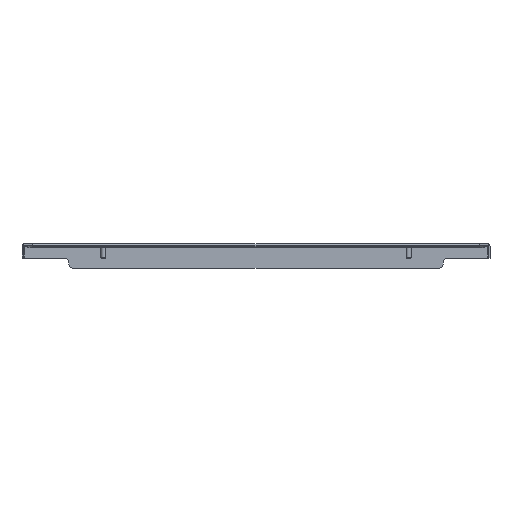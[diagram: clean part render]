
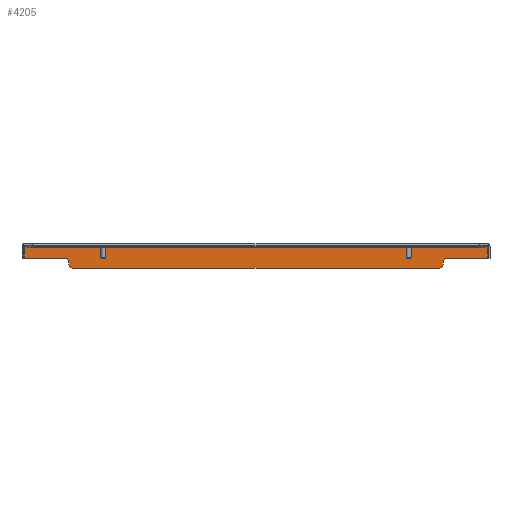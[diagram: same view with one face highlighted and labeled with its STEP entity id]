
A CAD part, front view. The second image highlights one B-rep face of the part: STEP entity #4205.
In plain terms, the highlighted planar face has unit normal (0, -1, 0).
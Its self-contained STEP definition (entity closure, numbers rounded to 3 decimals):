
#59 = FACE_OUTER_BOUND ( 'NONE', #3535, .T. ) ;
#68 = CARTESIAN_POINT ( 'NONE',  ( 226.086, 798.5, -25. ) ) ;
#79 = DIRECTION ( 'NONE',  ( 0., -1., 0. ) ) ;
#314 = VERTEX_POINT ( 'NONE', #7523 ) ;
#350 = EDGE_CURVE ( 'NONE', #5380, #4305, #2495, .T. ) ;
#434 = EDGE_CURVE ( 'NONE', #3960, #2548, #5271, .T. ) ;
#678 = DIRECTION ( 'NONE',  ( 0., 0., 1. ) ) ;
#793 = LINE ( 'NONE', #867, #7243 ) ;
#862 = DIRECTION ( 'NONE',  ( 1., 0., 0. ) ) ;
#867 = CARTESIAN_POINT ( 'NONE',  ( 286.086, 798.5, -1.5 ) ) ;
#879 = CARTESIAN_POINT ( 'NONE',  ( 236.086, 798.5, -22.8 ) ) ;
#901 = CARTESIAN_POINT ( 'NONE',  ( 0., 798.5, -30. ) ) ;
#1098 = DIRECTION ( 'NONE',  ( -1., 0., 0. ) ) ;
#1154 = CIRCLE ( 'NONE', #7841, 5. ) ;
#1261 = CARTESIAN_POINT ( 'NONE',  ( 226.086, 798.5, -30. ) ) ;
#1456 = DIRECTION ( 'NONE',  ( 0., 1., 0. ) ) ;
#1610 = ORIENTED_EDGE ( 'NONE', *, *, #434, .T. ) ;
#1689 = CARTESIAN_POINT ( 'NONE',  ( -226.086, 798.5, -25. ) ) ;
#1888 = DIRECTION ( 'NONE',  ( 1., 0., 0. ) ) ;
#1978 = ORIENTED_EDGE ( 'NONE', *, *, #5582, .T. ) ;
#2008 = CARTESIAN_POINT ( 'NONE',  ( 231.086, 798.5, -30. ) ) ;
#2111 = EDGE_CURVE ( 'NONE', #2842, #4437, #6199, .T. ) ;
#2266 = LINE ( 'NONE', #4732, #5709 ) ;
#2269 = ORIENTED_EDGE ( 'NONE', *, *, #2111, .T. ) ;
#2328 = CARTESIAN_POINT ( 'NONE',  ( -286.086, 798.5, 0. ) ) ;
#2495 = LINE ( 'NONE', #7411, #3704 ) ;
#2548 = VERTEX_POINT ( 'NONE', #1261 ) ;
#2580 = DIRECTION ( 'NONE',  ( 0., 0., 1. ) ) ;
#2783 = ORIENTED_EDGE ( 'NONE', *, *, #350, .F. ) ;
#2824 = AXIS2_PLACEMENT_3D ( 'NONE', #68, #4441, #678 ) ;
#2842 = VERTEX_POINT ( 'NONE', #5377 ) ;
#2986 = LINE ( 'NONE', #4781, #6441 ) ;
#3047 = VERTEX_POINT ( 'NONE', #4008 ) ;
#3163 = PLANE ( 'NONE',  #6205 ) ;
#3234 = VERTEX_POINT ( 'NONE', #7760 ) ;
#3282 = LINE ( 'NONE', #5759, #6084 ) ;
#3311 = CARTESIAN_POINT ( 'NONE',  ( -286.086, 798.5, -3. ) ) ;
#3535 = EDGE_LOOP ( 'NONE', ( #3796, #1978, #1610, #7356, #4736, #2269, #7969, #6011, #2783, #6433, #5287, #6874 ) ) ;
#3704 = VECTOR ( 'NONE', #1888, 1000. ) ;
#3744 = AXIS2_PLACEMENT_3D ( 'NONE', #7892, #5405, #6612 ) ;
#3796 = ORIENTED_EDGE ( 'NONE', *, *, #7052, .F. ) ;
#3928 = CARTESIAN_POINT ( 'NONE',  ( 286.086, 798.5, -3. ) ) ;
#3960 = VERTEX_POINT ( 'NONE', #7168 ) ;
#4008 = CARTESIAN_POINT ( 'NONE',  ( -231.086, 798.5, -22.8 ) ) ;
#4097 = CARTESIAN_POINT ( 'NONE',  ( 236.086, 798.5, -17.8 ) ) ;
#4100 = EDGE_CURVE ( 'NONE', #3234, #3047, #5931, .T. ) ;
#4115 = CARTESIAN_POINT ( 'NONE',  ( -231.086, 798.5, -25. ) ) ;
#4205 = ADVANCED_FACE ( 'NONE', ( #59 ), #3163, .F. ) ;
#4218 = CARTESIAN_POINT ( 'NONE',  ( 286.086, 798.5, -17.8 ) ) ;
#4290 = VECTOR ( 'NONE', #7525, 1000. ) ;
#4305 = VERTEX_POINT ( 'NONE', #3928 ) ;
#4419 = VERTEX_POINT ( 'NONE', #4218 ) ;
#4437 = VERTEX_POINT ( 'NONE', #4097 ) ;
#4441 = DIRECTION ( 'NONE',  ( 0., -1., 0. ) ) ;
#4732 = CARTESIAN_POINT ( 'NONE',  ( -286.086, 798.5, -17.8 ) ) ;
#4736 = ORIENTED_EDGE ( 'NONE', *, *, #4972, .F. ) ;
#4781 = CARTESIAN_POINT ( 'NONE',  ( 286.086, 798.5, -17.8 ) ) ;
#4800 = DIRECTION ( 'NONE',  ( 0., 0., -1. ) ) ;
#4957 = EDGE_CURVE ( 'NONE', #4305, #4419, #793, .T. ) ;
#4972 = EDGE_CURVE ( 'NONE', #2842, #6163, #5072, .T. ) ;
#5072 = LINE ( 'NONE', #2008, #4290 ) ;
#5093 = EDGE_CURVE ( 'NONE', #5380, #314, #7844, .T. ) ;
#5271 = LINE ( 'NONE', #901, #5384 ) ;
#5287 = ORIENTED_EDGE ( 'NONE', *, *, #7568, .F. ) ;
#5315 = VECTOR ( 'NONE', #4800, 1000. ) ;
#5377 = CARTESIAN_POINT ( 'NONE',  ( 231.086, 798.5, -22.8 ) ) ;
#5380 = VERTEX_POINT ( 'NONE', #3311 ) ;
#5384 = VECTOR ( 'NONE', #862, 1000. ) ;
#5405 = DIRECTION ( 'NONE',  ( 0., 1., 0. ) ) ;
#5582 = EDGE_CURVE ( 'NONE', #6371, #3960, #1154, .T. ) ;
#5682 = DIRECTION ( 'NONE',  ( 0., 1., 0. ) ) ;
#5709 = VECTOR ( 'NONE', #7179, 1000. ) ;
#5759 = CARTESIAN_POINT ( 'NONE',  ( -231.086, 798.5, -30. ) ) ;
#5775 = DIRECTION ( 'NONE',  ( 0., 0., 1. ) ) ;
#5810 = AXIS2_PLACEMENT_3D ( 'NONE', #879, #1456, #5775 ) ;
#5931 = CIRCLE ( 'NONE', #3744, 5. ) ;
#6011 = ORIENTED_EDGE ( 'NONE', *, *, #4957, .F. ) ;
#6084 = VECTOR ( 'NONE', #7226, 1000. ) ;
#6137 = EDGE_CURVE ( 'NONE', #4419, #4437, #2986, .T. ) ;
#6163 = VERTEX_POINT ( 'NONE', #6548 ) ;
#6199 = CIRCLE ( 'NONE', #5810, 5. ) ;
#6205 = AXIS2_PLACEMENT_3D ( 'NONE', #7441, #5682, #6320 ) ;
#6320 = DIRECTION ( 'NONE',  ( 0., 0., 1. ) ) ;
#6371 = VERTEX_POINT ( 'NONE', #4115 ) ;
#6423 = EDGE_CURVE ( 'NONE', #2548, #6163, #7979, .T. ) ;
#6433 = ORIENTED_EDGE ( 'NONE', *, *, #5093, .T. ) ;
#6441 = VECTOR ( 'NONE', #1098, 1000. ) ;
#6548 = CARTESIAN_POINT ( 'NONE',  ( 231.086, 798.5, -25. ) ) ;
#6612 = DIRECTION ( 'NONE',  ( 0., 0., 1. ) ) ;
#6874 = ORIENTED_EDGE ( 'NONE', *, *, #4100, .T. ) ;
#7041 = DIRECTION ( 'NONE',  ( 0., 0., -1. ) ) ;
#7052 = EDGE_CURVE ( 'NONE', #6371, #3047, #3282, .T. ) ;
#7168 = CARTESIAN_POINT ( 'NONE',  ( -226.086, 798.5, -30. ) ) ;
#7179 = DIRECTION ( 'NONE',  ( -1., 0., 0. ) ) ;
#7226 = DIRECTION ( 'NONE',  ( 0., 0., 1. ) ) ;
#7243 = VECTOR ( 'NONE', #7041, 1000. ) ;
#7356 = ORIENTED_EDGE ( 'NONE', *, *, #6423, .T. ) ;
#7411 = CARTESIAN_POINT ( 'NONE',  ( -289., 798.5, -3. ) ) ;
#7441 = CARTESIAN_POINT ( 'NONE',  ( 0., 798.5, 0. ) ) ;
#7523 = CARTESIAN_POINT ( 'NONE',  ( -286.086, 798.5, -17.8 ) ) ;
#7525 = DIRECTION ( 'NONE',  ( 0., 0., -1. ) ) ;
#7568 = EDGE_CURVE ( 'NONE', #3234, #314, #2266, .T. ) ;
#7760 = CARTESIAN_POINT ( 'NONE',  ( -236.086, 798.5, -17.8 ) ) ;
#7841 = AXIS2_PLACEMENT_3D ( 'NONE', #1689, #79, #2580 ) ;
#7844 = LINE ( 'NONE', #2328, #5315 ) ;
#7892 = CARTESIAN_POINT ( 'NONE',  ( -236.086, 798.5, -22.8 ) ) ;
#7969 = ORIENTED_EDGE ( 'NONE', *, *, #6137, .F. ) ;
#7979 = CIRCLE ( 'NONE', #2824, 5. ) ;
